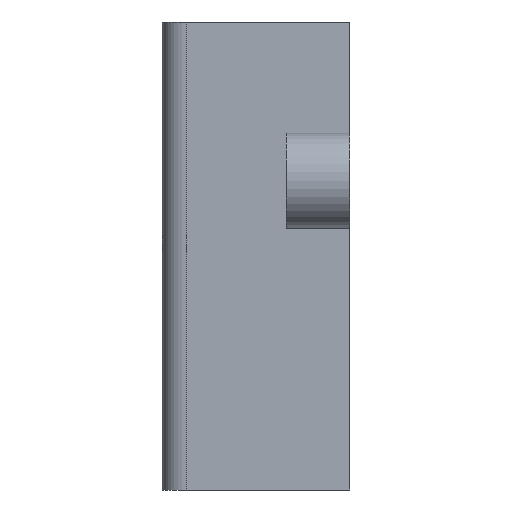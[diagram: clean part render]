
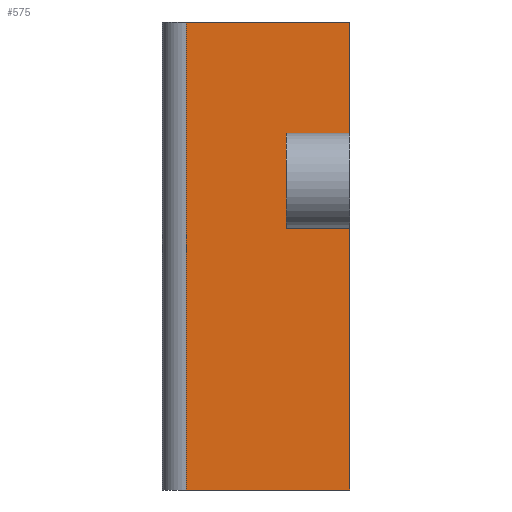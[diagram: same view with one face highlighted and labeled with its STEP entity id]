
A CAD part, left-side view. The second image highlights one B-rep face of the part: STEP entity #575.
In plain terms, the highlighted planar face has unit normal (-1, 0, 0).
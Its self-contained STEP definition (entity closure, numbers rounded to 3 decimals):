
#36=PLANE('',#634);
#63=FACE_OUTER_BOUND('',#96,.T.);
#96=EDGE_LOOP('',(#512,#513,#514,#515,#516,#517,#518,#519));
#105=LINE('',#815,#168);
#107=LINE('',#821,#170);
#110=LINE('',#829,#173);
#145=LINE('',#924,#208);
#157=LINE('',#948,#220);
#158=LINE('',#949,#221);
#159=LINE('',#952,#222);
#160=LINE('',#953,#223);
#168=VECTOR('',#655,10.);
#170=VECTOR('',#659,10.);
#173=VECTOR('',#670,10.);
#208=VECTOR('',#755,10.);
#220=VECTOR('',#779,10.);
#221=VECTOR('',#780,10.);
#222=VECTOR('',#783,10.);
#223=VECTOR('',#784,10.);
#248=VERTEX_POINT('',#809);
#250=VERTEX_POINT('',#813);
#252=VERTEX_POINT('',#818);
#253=VERTEX_POINT('',#820);
#288=VERTEX_POINT('',#921);
#289=VERTEX_POINT('',#923);
#295=VERTEX_POINT('',#946);
#296=VERTEX_POINT('',#951);
#305=EDGE_CURVE('',#248,#250,#105,.T.);
#307=EDGE_CURVE('',#253,#252,#107,.T.);
#312=EDGE_CURVE('',#250,#253,#110,.T.);
#358=EDGE_CURVE('',#288,#289,#145,.T.);
#371=EDGE_CURVE('',#252,#295,#157,.F.);
#372=EDGE_CURVE('',#288,#248,#158,.F.);
#373=EDGE_CURVE('',#296,#295,#159,.T.);
#374=EDGE_CURVE('',#289,#296,#160,.T.);
#512=ORIENTED_EDGE('',*,*,#307,.T.);
#513=ORIENTED_EDGE('',*,*,#371,.T.);
#514=ORIENTED_EDGE('',*,*,#373,.F.);
#515=ORIENTED_EDGE('',*,*,#374,.F.);
#516=ORIENTED_EDGE('',*,*,#358,.F.);
#517=ORIENTED_EDGE('',*,*,#372,.T.);
#518=ORIENTED_EDGE('',*,*,#305,.T.);
#519=ORIENTED_EDGE('',*,*,#312,.T.);
#575=ADVANCED_FACE('',(#63),#36,.T.);
#634=AXIS2_PLACEMENT_3D('',#950,#781,#782);
#655=DIRECTION('',(0.,1.,0.));
#659=DIRECTION('',(0.,-1.,0.));
#670=DIRECTION('',(0.,0.,1.));
#755=DIRECTION('',(0.,1.,0.));
#779=DIRECTION('',(0.,0.,-1.));
#780=DIRECTION('',(0.,0.,-1.));
#781=DIRECTION('center_axis',(-1.,0.,0.));
#782=DIRECTION('ref_axis',(0.,-1.,0.));
#783=DIRECTION('',(0.,-1.,0.));
#784=DIRECTION('',(0.,0.,1.));
#809=CARTESIAN_POINT('',(-7.5,-0.3,-3.5));
#813=CARTESIAN_POINT('',(-7.5,3.7,-3.5));
#815=CARTESIAN_POINT('',(-7.5,5.,-3.5));
#818=CARTESIAN_POINT('',(-7.5,-0.3,2.5));
#820=CARTESIAN_POINT('',(-7.5,3.7,2.5));
#821=CARTESIAN_POINT('',(-7.5,5.,2.5));
#829=CARTESIAN_POINT('',(-7.5,3.7,-0.25));
#921=CARTESIAN_POINT('',(-7.5,-0.3,-20.));
#923=CARTESIAN_POINT('',(-7.5,10.,-20.));
#924=CARTESIAN_POINT('',(-7.5,0.,-20.));
#946=CARTESIAN_POINT('',(-7.5,-0.3,9.5));
#948=CARTESIAN_POINT('',(-7.5,-0.3,0.));
#949=CARTESIAN_POINT('',(-7.5,-0.3,0.));
#950=CARTESIAN_POINT('Origin',(-7.5,10.,0.));
#951=CARTESIAN_POINT('',(-7.5,10.,9.5));
#952=CARTESIAN_POINT('',(-7.5,0.,9.5));
#953=CARTESIAN_POINT('',(-7.5,10.,0.));
